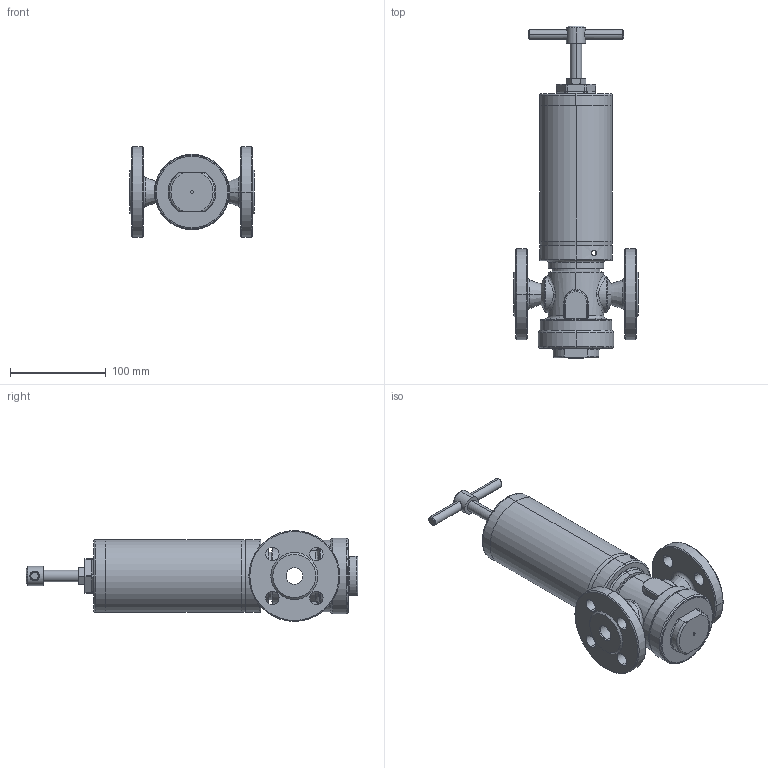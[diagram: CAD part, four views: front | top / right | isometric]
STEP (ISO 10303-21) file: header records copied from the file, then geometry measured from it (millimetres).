
FILE_DESCRIPTION (( 'STEP AP203' ), '1' );
FILE_NAME ('081-2-1-D015G-D015G-K-001.STEP', '2019-07-11T07:12:09', ( '' ), ( '' ), 'SwSTEP 2.0', 'SolidWorks 2016', '' );
FILE_SCHEMA (( 'CONFIG_CONTROL_DESIGN' ));
Length unit declared in the file: millimetre
Products named in the file (1): 081-2-1-D015G-D015G-K-001
Bounding box: 130 x 346.87 x 95 mm (x, y, z)
Volume: 407644.5 mm3; surface area: 206796.4 mm2
Topology: 9 solids, 9 shells, 365 faces, 808 edges, 485 vertices
Faces by surface type: cylinder 146, cone 71, plane 62, torus 58, bspline 28
Entity records: 13545 total; most frequent: CARTESIAN_POINT 5367, DIRECTION 1790, ORIENTED_EDGE 1616, EDGE_CURVE 808, AXIS2_PLACEMENT_3D 780, VERTEX_POINT 485, CIRCLE 442, EDGE_LOOP 431
